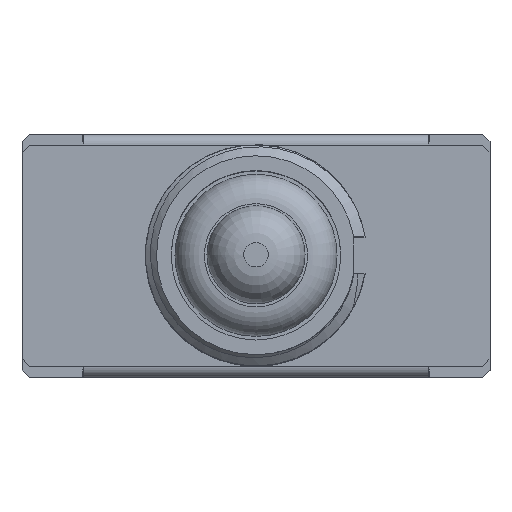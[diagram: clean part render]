
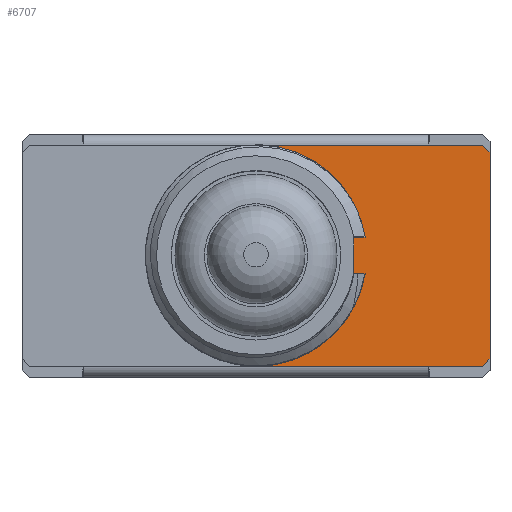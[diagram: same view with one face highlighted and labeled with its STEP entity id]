
A CAD part, top view. The second image highlights one B-rep face of the part: STEP entity #6707.
In plain terms, the highlighted planar face has unit normal (0, 0, 1).
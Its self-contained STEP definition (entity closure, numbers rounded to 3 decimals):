
#504=LINE('',#11519,#1035);
#505=LINE('',#11521,#1036);
#531=LINE('',#11818,#1062);
#541=LINE('',#11840,#1072);
#545=LINE('',#11849,#1076);
#727=LINE('',#14204,#1258);
#733=LINE('',#14213,#1264);
#739=LINE('',#14226,#1270);
#744=LINE('',#14239,#1275);
#753=LINE('',#14256,#1284);
#1035=VECTOR('',#10102,1000.);
#1036=VECTOR('',#10105,1000.);
#1062=VECTOR('',#10133,1000.);
#1072=VECTOR('',#10149,1000.);
#1076=VECTOR('',#10155,1000.);
#1258=VECTOR('',#10709,1000.);
#1264=VECTOR('',#10721,1000.);
#1270=VECTOR('',#10735,1000.);
#1275=VECTOR('',#10748,1000.);
#1284=VECTOR('',#10769,1000.);
#1773=PLANE('',#9821);
#2840=ORIENTED_EDGE('',*,*,#4521,.T.);
#2841=ORIENTED_EDGE('',*,*,#3982,.F.);
#2842=ORIENTED_EDGE('',*,*,#3906,.T.);
#2843=ORIENTED_EDGE('',*,*,#3907,.T.);
#2844=ORIENTED_EDGE('',*,*,#4522,.T.);
#2845=ORIENTED_EDGE('',*,*,#4512,.T.);
#2846=ORIENTED_EDGE('',*,*,#4505,.F.);
#2847=ORIENTED_EDGE('',*,*,#3992,.F.);
#2848=ORIENTED_EDGE('',*,*,#4523,.F.);
#2849=ORIENTED_EDGE('',*,*,#3996,.F.);
#2850=ORIENTED_EDGE('',*,*,#4497,.F.);
#2851=ORIENTED_EDGE('',*,*,#4491,.F.);
#3906=EDGE_CURVE('',#4903,#4905,#504,.T.);
#3907=EDGE_CURVE('',#4905,#4906,#505,.T.);
#3982=EDGE_CURVE('',#4903,#4980,#531,.T.);
#3992=EDGE_CURVE('',#4989,#4990,#541,.T.);
#3996=EDGE_CURVE('',#4993,#4994,#545,.T.);
#4491=EDGE_CURVE('',#5347,#4891,#727,.T.);
#4497=EDGE_CURVE('',#4891,#4993,#733,.T.);
#4505=EDGE_CURVE('',#4990,#5351,#739,.T.);
#4512=EDGE_CURVE('',#5349,#5351,#744,.T.);
#4521=EDGE_CURVE('',#5347,#4980,#5562,.T.);
#4522=EDGE_CURVE('',#4906,#5349,#5563,.T.);
#4523=EDGE_CURVE('',#4994,#4989,#753,.T.);
#4891=VERTEX_POINT('',#11488);
#4903=VERTEX_POINT('',#11514);
#4905=VERTEX_POINT('',#11518);
#4906=VERTEX_POINT('',#11522);
#4980=VERTEX_POINT('',#11819);
#4989=VERTEX_POINT('',#11841);
#4990=VERTEX_POINT('',#11842);
#4993=VERTEX_POINT('',#11850);
#4994=VERTEX_POINT('',#11851);
#5347=VERTEX_POINT('',#14203);
#5349=VERTEX_POINT('',#14220);
#5351=VERTEX_POINT('',#14227);
#5562=CIRCLE('',#9822,3.);
#5563=CIRCLE('',#9823,3.);
#5843=EDGE_LOOP('',(#2840,#2841,#2842,#2843,#2844,#2845,#2846,#2847,#2848,
#2849,#2850,#2851));
#6286=FACE_BOUND('',#5843,.T.);
#6707=ADVANCED_FACE('',(#6286),#1773,.F.);
#9821=AXIS2_PLACEMENT_3D('',#14253,#10763,#10764);
#9822=AXIS2_PLACEMENT_3D('',#14254,#10765,#10766);
#9823=AXIS2_PLACEMENT_3D('',#14255,#10767,#10768);
#10102=DIRECTION('',(0.,-1.,0.));
#10105=DIRECTION('',(1.,0.,0.));
#10133=DIRECTION('',(1.,0.,0.));
#10149=DIRECTION('',(-0.707,-0.707,0.));
#10155=DIRECTION('',(0.707,-0.707,0.));
#10709=DIRECTION('',(1.,0.,0.));
#10721=DIRECTION('',(1.,0.,0.));
#10735=DIRECTION('',(-1.,0.,0.));
#10748=DIRECTION('',(1.,0.,0.));
#10763=DIRECTION('',(0.,0.,-1.));
#10764=DIRECTION('',(-1.,0.,0.));
#10765=DIRECTION('',(0.,0.,-1.));
#10766=DIRECTION('',(1.,0.,0.));
#10767=DIRECTION('',(0.,0.,-1.));
#10768=DIRECTION('',(1.,0.,0.));
#10769=DIRECTION('',(0.,-1.,0.));
#11488=CARTESIAN_POINT('',(4.675,3.,4.5));
#11514=CARTESIAN_POINT('',(2.65,0.5,4.5));
#11518=CARTESIAN_POINT('',(2.65,-0.5,4.5));
#11519=CARTESIAN_POINT('',(2.65,0.5,4.5));
#11521=CARTESIAN_POINT('',(2.65,-0.5,4.5));
#11522=CARTESIAN_POINT('',(2.958,-0.5,4.5));
#11818=CARTESIAN_POINT('',(2.65,0.5,4.5));
#11819=CARTESIAN_POINT('',(2.958,0.5,4.5));
#11840=CARTESIAN_POINT('',(6.35,-2.8,4.5));
#11841=CARTESIAN_POINT('',(6.35,-2.8,4.5));
#11842=CARTESIAN_POINT('',(6.15,-3.,4.5));
#11849=CARTESIAN_POINT('',(6.15,3.,4.5));
#11850=CARTESIAN_POINT('',(6.15,3.,4.5));
#11851=CARTESIAN_POINT('',(6.35,2.8,4.5));
#14203=CARTESIAN_POINT('',(0.,3.,4.5));
#14204=CARTESIAN_POINT('',(-6.35,3.,4.5));
#14213=CARTESIAN_POINT('',(-6.35,3.,4.5));
#14220=CARTESIAN_POINT('',(0.,-3.,4.5));
#14226=CARTESIAN_POINT('',(6.35,-3.,4.5));
#14227=CARTESIAN_POINT('',(4.675,-3.,4.5));
#14239=CARTESIAN_POINT('',(-4.675,-3.,4.5));
#14253=CARTESIAN_POINT('',(0.,0.,4.5));
#14254=CARTESIAN_POINT('',(0.,0.,4.5));
#14255=CARTESIAN_POINT('',(0.,0.,4.5));
#14256=CARTESIAN_POINT('',(6.35,3.,4.5));
